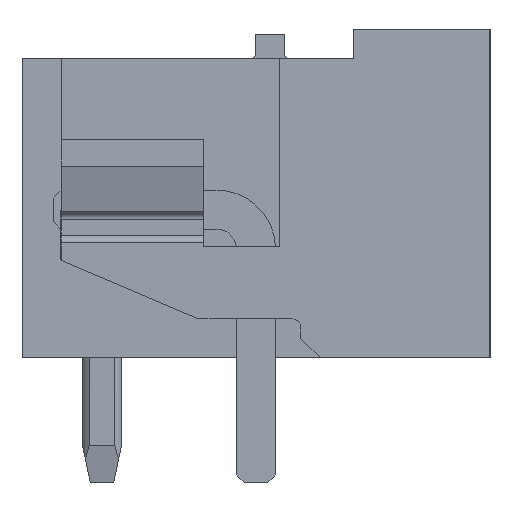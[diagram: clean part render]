
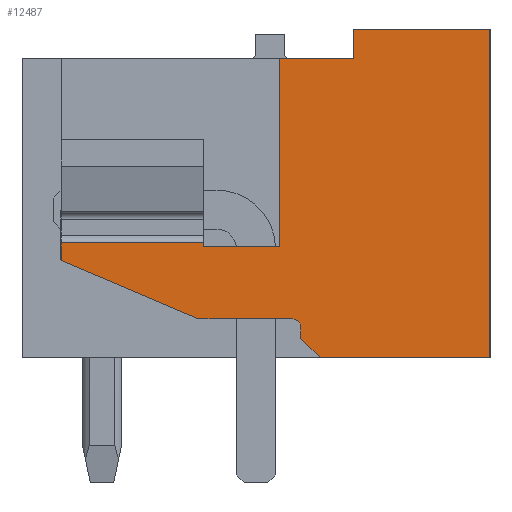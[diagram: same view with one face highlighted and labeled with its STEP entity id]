
A CAD part, left-side view. The second image highlights one B-rep face of the part: STEP entity #12487.
In plain terms, the highlighted planar face has unit normal (-1, 0, 0).
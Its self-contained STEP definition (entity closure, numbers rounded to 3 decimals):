
#12231=AXIS2_PLACEMENT_3D('Circle Axis2P3D',#12229,#12230,$) ;
#12458=AXIS2_PLACEMENT_3D('Plane Axis2P3D',#12455,#12456,#12457) ;
#269=CARTESIAN_POINT('Vertex',(0.,3.5,11.63)) ;
#272=CARTESIAN_POINT('Line Origine',(0.,1.75,11.63)) ;
#276=CARTESIAN_POINT('Vertex',(0.,0.,11.63)) ;
#887=CARTESIAN_POINT('Vertex',(0.,5.4,10.88)) ;
#890=CARTESIAN_POINT('Line Origine',(0.,4.45,10.88)) ;
#894=CARTESIAN_POINT('Vertex',(0.,3.5,10.88)) ;
#1367=CARTESIAN_POINT('Vertex',(0.,0.,3.2)) ;
#1370=CARTESIAN_POINT('Line Origine',(0.,2.177,3.2)) ;
#1374=CARTESIAN_POINT('Vertex',(0.,4.354,3.2)) ;
#6311=CARTESIAN_POINT('Line Origine',(0.,0.,7.415)) ;
#11779=CARTESIAN_POINT('Vertex',(0.,7.35,6.15)) ;
#11782=CARTESIAN_POINT('Line Origine',(0.,7.35,6.1)) ;
#11786=CARTESIAN_POINT('Vertex',(0.,7.35,6.05)) ;
#11893=CARTESIAN_POINT('Line Origine',(0.,9.175,6.15)) ;
#11897=CARTESIAN_POINT('Vertex',(0.,11.,6.15)) ;
#12119=CARTESIAN_POINT('Vertex',(0.,7.464,4.2)) ;
#12124=CARTESIAN_POINT('Line Origine',(0.,9.232,4.95)) ;
#12128=CARTESIAN_POINT('Vertex',(0.,11.,5.7)) ;
#12159=CARTESIAN_POINT('Vertex',(0.,5.054,4.2)) ;
#12164=CARTESIAN_POINT('Line Origine',(0.,6.259,4.2)) ;
#12224=CARTESIAN_POINT('Vertex',(0.,4.854,4.)) ;
#12229=CARTESIAN_POINT('Axis2P3D Location',(0.,5.054,4.)) ;
#12255=CARTESIAN_POINT('Vertex',(0.,4.854,3.7)) ;
#12260=CARTESIAN_POINT('Line Origine',(0.,4.854,3.85)) ;
#12282=CARTESIAN_POINT('Line Origine',(0.,4.604,3.45)) ;
#12308=CARTESIAN_POINT('Vertex',(0.,5.4,6.05)) ;
#12313=CARTESIAN_POINT('Line Origine',(0.,5.4,8.465)) ;
#12363=CARTESIAN_POINT('Line Origine',(0.,6.375,6.05)) ;
#12455=CARTESIAN_POINT('Axis2P3D Location',(0.,0.,0.)) ;
#12460=CARTESIAN_POINT('Line Origine',(0.,11.,5.925)) ;
#12465=CARTESIAN_POINT('Line Origine',(0.,3.5,11.255)) ;
#273=DIRECTION('Vector Direction',(0.,-1.,0.)) ;
#891=DIRECTION('Vector Direction',(0.,1.,0.)) ;
#1371=DIRECTION('Vector Direction',(0.,1.,0.)) ;
#6312=DIRECTION('Vector Direction',(0.,0.,-1.)) ;
#11783=DIRECTION('Vector Direction',(0.,0.,1.)) ;
#11894=DIRECTION('Vector Direction',(0.,1.,0.)) ;
#12125=DIRECTION('Vector Direction',(0.,-0.921,-0.391)) ;
#12165=DIRECTION('Vector Direction',(0.,-1.,0.)) ;
#12230=DIRECTION('Axis2P3D Direction',(-1.,0.,0.)) ;
#12261=DIRECTION('Vector Direction',(0.,0.,-1.)) ;
#12283=DIRECTION('Vector Direction',(0.,-0.707,-0.707)) ;
#12314=DIRECTION('Vector Direction',(0.,0.,1.)) ;
#12364=DIRECTION('Vector Direction',(0.,1.,0.)) ;
#12456=DIRECTION('Axis2P3D Direction',(-1.,0.,0.)) ;
#12457=DIRECTION('Axis2P3D XDirection',(0.,-1.,0.)) ;
#12461=DIRECTION('Vector Direction',(0.,0.,-1.)) ;
#12466=DIRECTION('Vector Direction',(0.,0.,1.)) ;
#274=VECTOR('Line Direction',#273,1.) ;
#892=VECTOR('Line Direction',#891,1.) ;
#1372=VECTOR('Line Direction',#1371,1.) ;
#6313=VECTOR('Line Direction',#6312,1.) ;
#11784=VECTOR('Line Direction',#11783,1.) ;
#11895=VECTOR('Line Direction',#11894,1.) ;
#12126=VECTOR('Line Direction',#12125,1.) ;
#12166=VECTOR('Line Direction',#12165,1.) ;
#12262=VECTOR('Line Direction',#12261,1.) ;
#12284=VECTOR('Line Direction',#12283,1.) ;
#12315=VECTOR('Line Direction',#12314,1.) ;
#12365=VECTOR('Line Direction',#12364,1.) ;
#12462=VECTOR('Line Direction',#12461,1.) ;
#12467=VECTOR('Line Direction',#12466,1.) ;
#12471=ORIENTED_EDGE('',*,*,#11788,.T.) ;
#12472=ORIENTED_EDGE('',*,*,#11899,.T.) ;
#12473=ORIENTED_EDGE('',*,*,#12464,.F.) ;
#12474=ORIENTED_EDGE('',*,*,#12130,.F.) ;
#12475=ORIENTED_EDGE('',*,*,#12168,.F.) ;
#12476=ORIENTED_EDGE('',*,*,#12233,.F.) ;
#12477=ORIENTED_EDGE('',*,*,#12264,.F.) ;
#12478=ORIENTED_EDGE('',*,*,#12286,.F.) ;
#12479=ORIENTED_EDGE('',*,*,#1376,.T.) ;
#12480=ORIENTED_EDGE('',*,*,#6315,.T.) ;
#12481=ORIENTED_EDGE('',*,*,#278,.T.) ;
#12482=ORIENTED_EDGE('',*,*,#12469,.T.) ;
#12483=ORIENTED_EDGE('',*,*,#896,.T.) ;
#12484=ORIENTED_EDGE('',*,*,#12317,.F.) ;
#12485=ORIENTED_EDGE('',*,*,#12367,.F.) ;
#12487=ADVANCED_FACE('Housing',(#12486),#12459,.T.) ;
#12232=CIRCLE('generated circle',#12231,0.2) ;
#278=EDGE_CURVE('',#277,#270,#275,.F.) ;
#896=EDGE_CURVE('',#895,#888,#893,.T.) ;
#1376=EDGE_CURVE('',#1375,#1368,#1373,.F.) ;
#6315=EDGE_CURVE('',#1368,#277,#6314,.F.) ;
#11788=EDGE_CURVE('',#11787,#11780,#11785,.T.) ;
#11899=EDGE_CURVE('',#11780,#11898,#11896,.T.) ;
#12130=EDGE_CURVE('',#12120,#12129,#12127,.F.) ;
#12168=EDGE_CURVE('',#12160,#12120,#12167,.F.) ;
#12233=EDGE_CURVE('',#12225,#12160,#12232,.T.) ;
#12264=EDGE_CURVE('',#12256,#12225,#12263,.F.) ;
#12286=EDGE_CURVE('',#1375,#12256,#12285,.F.) ;
#12317=EDGE_CURVE('',#12309,#888,#12316,.T.) ;
#12367=EDGE_CURVE('',#11787,#12309,#12366,.F.) ;
#12464=EDGE_CURVE('',#12129,#11898,#12463,.F.) ;
#12469=EDGE_CURVE('',#270,#895,#12468,.F.) ;
#12470=EDGE_LOOP('',(#12471,#12472,#12473,#12474,#12475,#12476,#12477,#12478,#12479,#12480,#12481,#12482,#12483,#12484,#12485)) ;
#12486=FACE_OUTER_BOUND('',#12470,.T.) ;
#275=LINE('Line',#272,#274) ;
#893=LINE('Line',#890,#892) ;
#1373=LINE('Line',#1370,#1372) ;
#6314=LINE('Line',#6311,#6313) ;
#11785=LINE('Line',#11782,#11784) ;
#11896=LINE('Line',#11893,#11895) ;
#12127=LINE('Line',#12124,#12126) ;
#12167=LINE('Line',#12164,#12166) ;
#12263=LINE('Line',#12260,#12262) ;
#12285=LINE('Line',#12282,#12284) ;
#12316=LINE('Line',#12313,#12315) ;
#12366=LINE('Line',#12363,#12365) ;
#12463=LINE('Line',#12460,#12462) ;
#12468=LINE('Line',#12465,#12467) ;
#12459=PLANE('',#12458) ;
#270=VERTEX_POINT('',#269) ;
#277=VERTEX_POINT('',#276) ;
#888=VERTEX_POINT('',#887) ;
#895=VERTEX_POINT('',#894) ;
#1368=VERTEX_POINT('',#1367) ;
#1375=VERTEX_POINT('',#1374) ;
#11780=VERTEX_POINT('',#11779) ;
#11787=VERTEX_POINT('',#11786) ;
#11898=VERTEX_POINT('',#11897) ;
#12120=VERTEX_POINT('',#12119) ;
#12129=VERTEX_POINT('',#12128) ;
#12160=VERTEX_POINT('',#12159) ;
#12225=VERTEX_POINT('',#12224) ;
#12256=VERTEX_POINT('',#12255) ;
#12309=VERTEX_POINT('',#12308) ;
